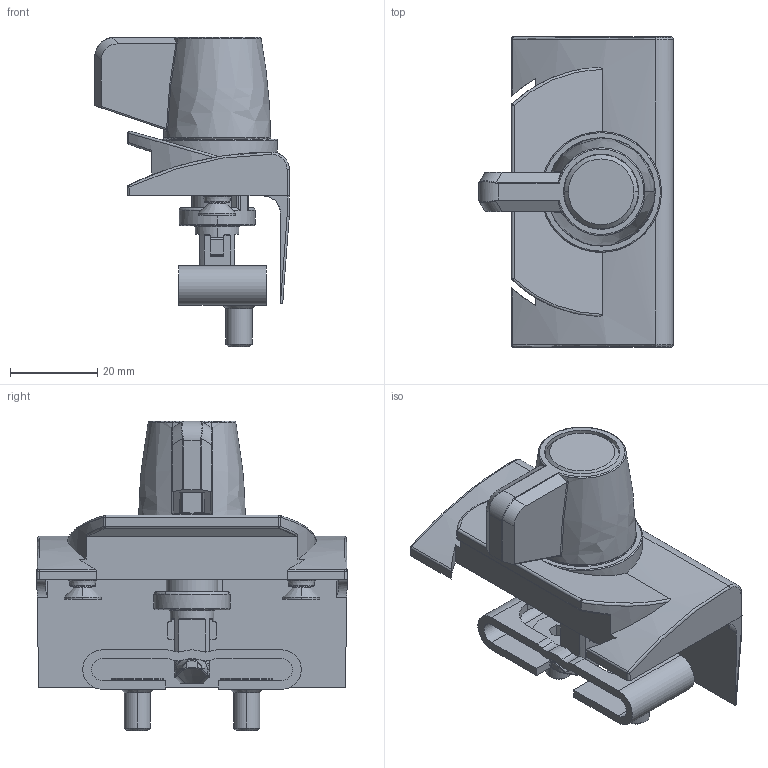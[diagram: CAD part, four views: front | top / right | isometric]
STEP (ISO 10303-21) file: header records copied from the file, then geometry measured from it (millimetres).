
FILE_DESCRIPTION(('STEP AP214'),'1');
FILE_NAME('cctmp_46A756F6-8F72-45A8-B6A6-7A26FE28314D_2024_05_23_12_37_42_0721..stp','2024-05-23T10:37:43',('SIEMENS A&D'),('CADClick - www.CADClick.com'),'Spatial InterOp 3D',' ','unknown authorization');
FILE_SCHEMA(('AUTOMOTIVE_DESIGN'));
Length unit declared in the file: millimetre
Products named in the file (10): cc_unnamed; 2024_05_23_12_37_42_0680; 2024_05_23_12_37_42_0638; 2024_05_23_12_37_42_0597; 2024_05_23_12_37_42_0556; 2024_05_23_12_37_42_0516; 2024_05_23_12_37_42_0475; 2024_05_23_12_37_42_0435; 2024_05_23_12_37_42_0394; 2024_05_23_12_37_42_0353
Assembly tree (9 placements, depth 2):
  cc_unnamed
    2024_05_23_12_37_42_0680
    2024_05_23_12_37_42_0638
    2024_05_23_12_37_42_0597
    2024_05_23_12_37_42_0556
    2024_05_23_12_37_42_0516
    2024_05_23_12_37_42_0475
    2024_05_23_12_37_42_0435
    2024_05_23_12_37_42_0394
    2024_05_23_12_37_42_0353
Bounding box: 44.5 x 71 x 70.8 mm (x, y, z)
Volume: 32410.2 mm3; surface area: 30667.9 mm2
Topology: 9 solids, 9 shells, 815 faces, 2131 edges, 1313 vertices
Faces by surface type: plane 301, cylinder 284, bspline 100, torus 71, sphere 33, cone 26
Full cylindrical faces by diameter (mm): 3 x2, 4.3 x2, 24.8 x1
Entity records: 47518 total; most frequent: CARTESIAN_POINT 21547, ORIENTED_EDGE 4144, DIRECTION 3829, EDGE_CURVE 2072, AXIS2_PLACEMENT_3D 1421, VERTEX_POINT 1304, LINE 987, VECTOR 987
